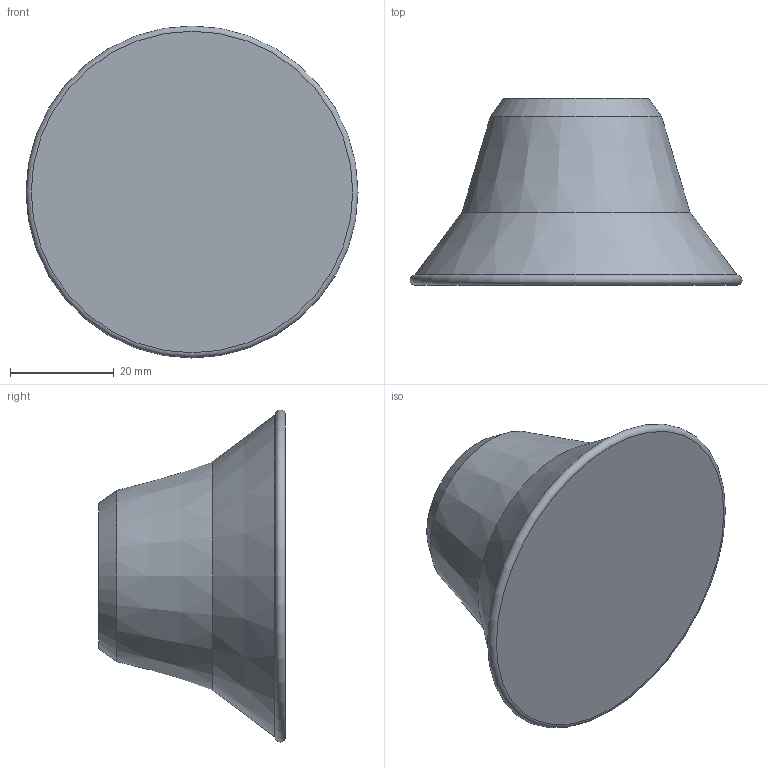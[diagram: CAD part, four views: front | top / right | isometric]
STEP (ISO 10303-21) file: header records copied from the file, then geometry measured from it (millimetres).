
FILE_DESCRIPTION(/* description */ (''),/* implementation_level */ '2;1');
FILE_NAME(/* name */ 'vsa62ecun.stp',/* time_stamp */ '2020-10-28T11:11:49+01:00',/* author */ ('enginyeria'),/* organization */ (''),/* preprocessor_version */ 'ST-DEVELOPER v17.2',/* originating_system */ 'Autodesk Inventor 2019',/* authorisation */ '');
FILE_SCHEMA (('CONFIG_CONTROL_DESIGN'));
Length unit declared in the file: millimetre
Products named in the file (1): vsa62ecun
Bounding box: 64 x 36 x 64 mm (x, y, z)
Volume: 53346.3 mm3; surface area: 10321.9 mm2
Topology: 1 solids, 1 shells, 9 faces, 22 edges, 16 vertices
Faces by surface type: cone 4, plane 3, cylinder 1, torus 1
Full cylindrical faces by diameter (mm): 19 x1
Entity records: 349 total; most frequent: DIRECTION 59, CARTESIAN_POINT 48, ORIENTED_EDGE 44, AXIS2_PLACEMENT_3D 27, EDGE_CURVE 22, CIRCLE 17, VERTEX_POINT 16, EDGE_LOOP 10
